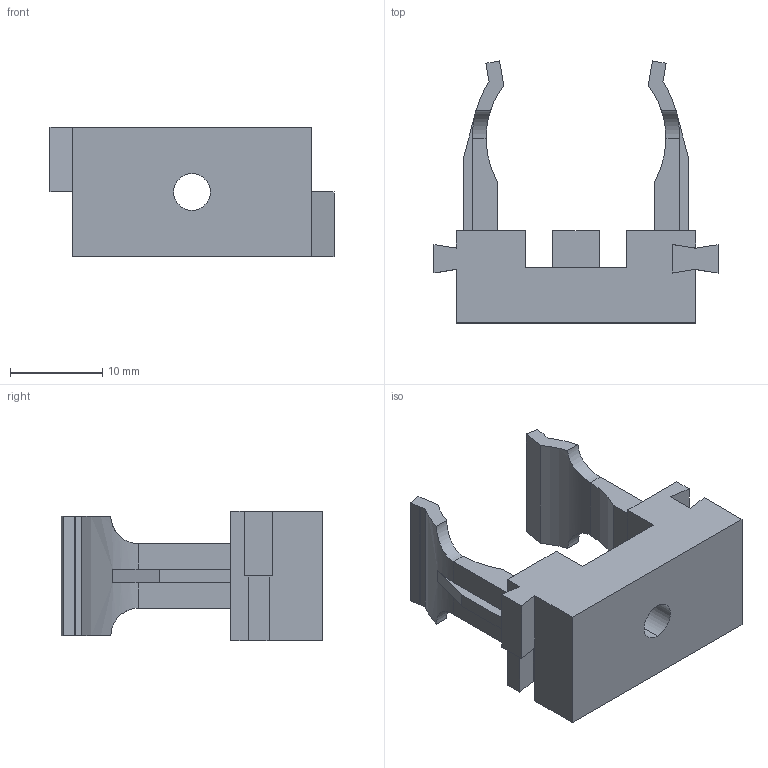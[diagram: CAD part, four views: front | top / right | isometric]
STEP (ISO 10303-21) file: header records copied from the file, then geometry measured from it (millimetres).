
FILE_DESCRIPTION (( 'STEP AP203' ), '1' );
FILE_NAME ('ET-TA20D-CFM-020-K41-100 ELASTA Äåðæàòåëü äëÿ ãëàä. òðóá ïîä ìîíò. ïèñòîë. CFM20 IEK.STEP', '2022-11-28T10:57:33', ( '' ), ( '' ), 'SwSTEP 2.0', 'SolidWorks 2022', '' );
FILE_SCHEMA (( 'CONFIG_CONTROL_DESIGN' ));
Length unit declared in the file: millimetre
Products named in the file (1): ET-TA20D-CFM-020-K41-100 ELASTA Держатель для глад. труб под монт. пистол. CFM20 IEK
Bounding box: 30.8 x 28.4 x 14 mm (x, y, z)
Volume: 3604.3 mm3; surface area: 2786.9 mm2
Topology: 1 solids, 3 shells, 85 faces, 221 edges, 144 vertices
Faces by surface type: plane 72, cylinder 13
Entity records: 2752 total; most frequent: CARTESIAN_POINT 595, ORIENTED_EDGE 442, DIRECTION 401, EDGE_CURVE 221, LINE 189, VECTOR 189, VERTEX_POINT 144, AXIS2_PLACEMENT_3D 106
